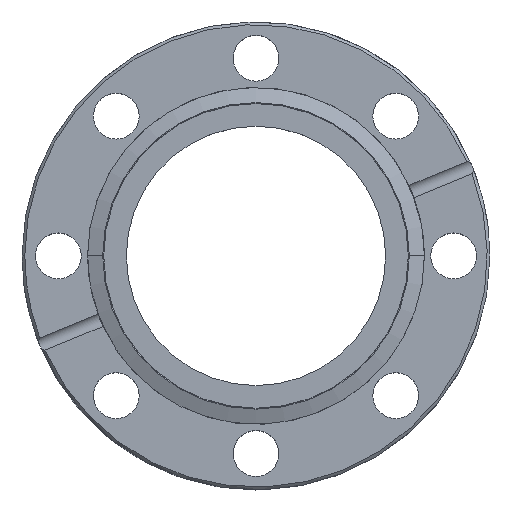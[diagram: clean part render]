
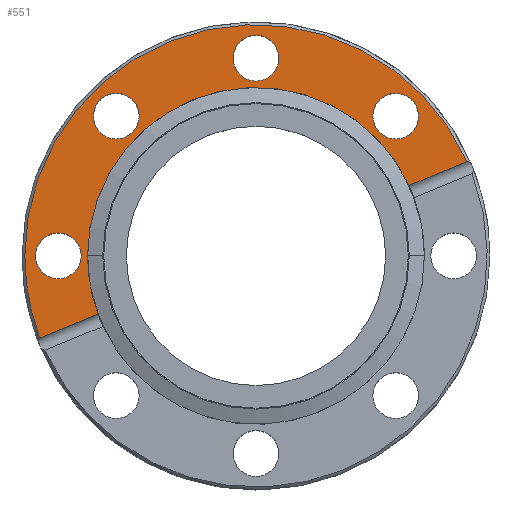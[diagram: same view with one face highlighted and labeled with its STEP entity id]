
A CAD part, top view. The second image highlights one B-rep face of the part: STEP entity #551.
In plain terms, the highlighted planar face has unit normal (0, 0, 1).
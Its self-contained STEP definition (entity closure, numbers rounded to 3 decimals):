
#4 = ORIENTED_EDGE ( 'NONE', *, *, #1437, .T. ) ;
#11 = CIRCLE ( 'NONE', #170, 4.2 ) ;
#59 = DIRECTION ( 'NONE',  ( 1., 0., 0. ) ) ;
#65 = AXIS2_PLACEMENT_3D ( 'NONE', #261, #285, #299 ) ;
#84 = AXIS2_PLACEMENT_3D ( 'NONE', #2178, #2660, #2698 ) ;
#101 = DIRECTION ( 'NONE',  ( 0., 0., 1. ) ) ;
#111 = CARTESIAN_POINT ( 'NONE',  ( 0., 36.2, 0. ) ) ;
#112 = CARTESIAN_POINT ( 'NONE',  ( 0., 0., 0. ) ) ;
#120 = VERTEX_POINT ( 'NONE', #1459 ) ;
#124 = DIRECTION ( 'NONE',  ( 0., 0., 1. ) ) ;
#127 = EDGE_LOOP ( 'NONE', ( #906, #934 ) ) ;
#128 = DIRECTION ( 'NONE',  ( 1., 0., 0. ) ) ;
#132 = DIRECTION ( 'NONE',  ( 1., 0., 0. ) ) ;
#141 = VERTEX_POINT ( 'NONE', #2085 ) ;
#170 = AXIS2_PLACEMENT_3D ( 'NONE', #2203, #2266, #2307 ) ;
#174 = AXIS2_PLACEMENT_3D ( 'NONE', #192, #240, #128 ) ;
#189 = CARTESIAN_POINT ( 'NONE',  ( -52.184, -20.316, 0. ) ) ;
#190 = EDGE_LOOP ( 'NONE', ( #374, #340 ) ) ;
#192 = CARTESIAN_POINT ( 'NONE',  ( 0., 36.2, 0. ) ) ;
#198 = VERTEX_POINT ( 'NONE', #2189 ) ;
#200 = CARTESIAN_POINT ( 'NONE',  ( -25.597, 25.597, 0. ) ) ;
#203 = AXIS2_PLACEMENT_3D ( 'NONE', #2238, #2249, #2305 ) ;
#204 = DIRECTION ( 'NONE',  ( 0., 0., 1. ) ) ;
#215 = DIRECTION ( 'NONE',  ( 1., 0., 0. ) ) ;
#224 = EDGE_LOOP ( 'NONE', ( #943, #948 ) ) ;
#236 = CARTESIAN_POINT ( 'NONE',  ( 28.021, 12.906, 0. ) ) ;
#240 = DIRECTION ( 'NONE',  ( 0., 0., 1. ) ) ;
#261 = CARTESIAN_POINT ( 'NONE',  ( 25.597, 25.597, 0. ) ) ;
#285 = DIRECTION ( 'NONE',  ( 0., 0., 1. ) ) ;
#299 = DIRECTION ( 'NONE',  ( 1., 0., 0. ) ) ;
#320 = CARTESIAN_POINT ( 'NONE',  ( -42.35, 0., 0. ) ) ;
#340 = ORIENTED_EDGE ( 'NONE', *, *, #2421, .F. ) ;
#357 = DIRECTION ( 'NONE',  ( 0.924, 0.383, 0. ) ) ;
#371 = ORIENTED_EDGE ( 'NONE', *, *, #676, .F. ) ;
#374 = ORIENTED_EDGE ( 'NONE', *, *, #438, .F. ) ;
#383 = ORIENTED_EDGE ( 'NONE', *, *, #747, .T. ) ;
#394 = ORIENTED_EDGE ( 'NONE', *, *, #536, .F. ) ;
#406 = ORIENTED_EDGE ( 'NONE', *, *, #2173, .T. ) ;
#418 = EDGE_CURVE ( 'NONE', #141, #487, #11, .T. ) ;
#428 = CARTESIAN_POINT ( 'NONE',  ( -30.85, 0., 0. ) ) ;
#438 = EDGE_CURVE ( 'NONE', #1328, #1849, #893, .T. ) ;
#443 = CARTESIAN_POINT ( 'NONE',  ( -4.2, 36.2, 0. ) ) ;
#445 = ORIENTED_EDGE ( 'NONE', *, *, #1360, .T. ) ;
#458 = EDGE_CURVE ( 'NONE', #198, #120, #1176, .T. ) ;
#460 = EDGE_LOOP ( 'NONE', ( #394, #371 ) ) ;
#482 = CARTESIAN_POINT ( 'NONE',  ( -25.597, 25.597, 0. ) ) ;
#487 = VERTEX_POINT ( 'NONE', #848 ) ;
#530 = DIRECTION ( 'NONE',  ( 0., 0., 1. ) ) ;
#536 = EDGE_CURVE ( 'NONE', #2484, #814, #571, .T. ) ;
#541 = DIRECTION ( 'NONE',  ( 1., 0., 0. ) ) ;
#551 = ADVANCED_FACE ( 'NONE', ( #574, #606, #578, #636, #639 ), #2202, .F. ) ;
#571 = CIRCLE ( 'NONE', #203, 4.2 ) ;
#574 = FACE_BOUND ( 'NONE', #190, .T. ) ;
#578 = FACE_OUTER_BOUND ( 'NONE', #749, .T. ) ;
#606 = FACE_BOUND ( 'NONE', #460, .T. ) ;
#608 = CARTESIAN_POINT ( 'NONE',  ( 4.2, 36.2, 0. ) ) ;
#613 = AXIS2_PLACEMENT_3D ( 'NONE', #1206, #1200, #1002 ) ;
#636 = FACE_BOUND ( 'NONE', #127, .T. ) ;
#639 = FACE_BOUND ( 'NONE', #224, .T. ) ;
#676 = EDGE_CURVE ( 'NONE', #814, #2484, #2143, .T. ) ;
#688 = VERTEX_POINT ( 'NONE', #236 ) ;
#717 = CARTESIAN_POINT ( 'NONE',  ( -52.184, -20.316, 0. ) ) ;
#747 = EDGE_CURVE ( 'NONE', #1083, #2291, #2439, .T. ) ;
#749 = EDGE_LOOP ( 'NONE', ( #445, #383, #4, #406, #875, #878 ) ) ;
#770 = CIRCLE ( 'NONE', #2435, 42.35 ) ;
#775 = LINE ( 'NONE', #189, #2270 ) ;
#787 = CARTESIAN_POINT ( 'NONE',  ( -28.939, -10.688, 0. ) ) ;
#814 = VERTEX_POINT ( 'NONE', #1935 ) ;
#848 = CARTESIAN_POINT ( 'NONE',  ( -32., 0., 0. ) ) ;
#875 = ORIENTED_EDGE ( 'NONE', *, *, #2549, .T. ) ;
#878 = ORIENTED_EDGE ( 'NONE', *, *, #1894, .T. ) ;
#893 = CIRCLE ( 'NONE', #1732, 4.2 ) ;
#906 = ORIENTED_EDGE ( 'NONE', *, *, #458, .F. ) ;
#934 = ORIENTED_EDGE ( 'NONE', *, *, #1697, .F. ) ;
#943 = ORIENTED_EDGE ( 'NONE', *, *, #1066, .F. ) ;
#948 = ORIENTED_EDGE ( 'NONE', *, *, #418, .F. ) ;
#1002 = DIRECTION ( 'NONE',  ( 1., 0., 0. ) ) ;
#1023 = DIRECTION ( 'NONE',  ( 0.924, 0.383, 0. ) ) ;
#1066 = EDGE_CURVE ( 'NONE', #487, #141, #1251, .T. ) ;
#1082 = DIRECTION ( 'NONE',  ( 1., 0., 0. ) ) ;
#1083 = VERTEX_POINT ( 'NONE', #320 ) ;
#1126 = AXIS2_PLACEMENT_3D ( 'NONE', #1543, #1759, #1082 ) ;
#1158 = VERTEX_POINT ( 'NONE', #787 ) ;
#1172 = AXIS2_PLACEMENT_3D ( 'NONE', #2492, #2572, #2591 ) ;
#1176 = CIRCLE ( 'NONE', #2571, 4.2 ) ;
#1200 = DIRECTION ( 'NONE',  ( 0., 0., 1. ) ) ;
#1206 = CARTESIAN_POINT ( 'NONE',  ( -36.2, 0., 0. ) ) ;
#1251 = CIRCLE ( 'NONE', #613, 4.2 ) ;
#1252 = VERTEX_POINT ( 'NONE', #428 ) ;
#1279 = CIRCLE ( 'NONE', #1740, 30.85 ) ;
#1298 = DIRECTION ( 'NONE',  ( -1., 0., 0. ) ) ;
#1317 = DIRECTION ( 'NONE',  ( 0., 0., -1. ) ) ;
#1328 = VERTEX_POINT ( 'NONE', #608 ) ;
#1360 = EDGE_CURVE ( 'NONE', #2187, #1083, #770, .T. ) ;
#1367 = CARTESIAN_POINT ( 'NONE',  ( 0., 0., 0. ) ) ;
#1437 = EDGE_CURVE ( 'NONE', #2291, #1158, #775, .T. ) ;
#1453 = CIRCLE ( 'NONE', #174, 4.2 ) ;
#1459 = CARTESIAN_POINT ( 'NONE',  ( -29.797, 25.597, 0. ) ) ;
#1543 = CARTESIAN_POINT ( 'NONE',  ( 0., 0., 0. ) ) ;
#1697 = EDGE_CURVE ( 'NONE', #120, #198, #2341, .T. ) ;
#1732 = AXIS2_PLACEMENT_3D ( 'NONE', #111, #124, #132 ) ;
#1740 = AXIS2_PLACEMENT_3D ( 'NONE', #1367, #1317, #1298 ) ;
#1759 = DIRECTION ( 'NONE',  ( 0., 0., 1. ) ) ;
#1762 = CIRCLE ( 'NONE', #84, 30.85 ) ;
#1787 = CARTESIAN_POINT ( 'NONE',  ( -39.57, -15.091, 0. ) ) ;
#1849 = VERTEX_POINT ( 'NONE', #443 ) ;
#1894 = EDGE_CURVE ( 'NONE', #688, #2187, #2269, .T. ) ;
#1935 = CARTESIAN_POINT ( 'NONE',  ( 21.397, 25.597, 0. ) ) ;
#2046 = AXIS2_PLACEMENT_3D ( 'NONE', #200, #204, #215 ) ;
#2085 = CARTESIAN_POINT ( 'NONE',  ( -40.4, 0., 0. ) ) ;
#2143 = CIRCLE ( 'NONE', #65, 4.2 ) ;
#2173 = EDGE_CURVE ( 'NONE', #1158, #1252, #1762, .T. ) ;
#2178 = CARTESIAN_POINT ( 'NONE',  ( 0., 0., 0. ) ) ;
#2187 = VERTEX_POINT ( 'NONE', #2459 ) ;
#2189 = CARTESIAN_POINT ( 'NONE',  ( -21.397, 25.597, 0. ) ) ;
#2202 = PLANE ( 'NONE',  #1172 ) ;
#2203 = CARTESIAN_POINT ( 'NONE',  ( -36.2, 0., 0. ) ) ;
#2238 = CARTESIAN_POINT ( 'NONE',  ( 25.597, 25.597, 0. ) ) ;
#2249 = DIRECTION ( 'NONE',  ( 0., 0., 1. ) ) ;
#2263 = VECTOR ( 'NONE', #1023, 1000. ) ;
#2266 = DIRECTION ( 'NONE',  ( 0., 0., 1. ) ) ;
#2269 = LINE ( 'NONE', #717, #2263 ) ;
#2270 = VECTOR ( 'NONE', #357, 1000. ) ;
#2291 = VERTEX_POINT ( 'NONE', #1787 ) ;
#2305 = DIRECTION ( 'NONE',  ( 1., 0., 0. ) ) ;
#2307 = DIRECTION ( 'NONE',  ( 1., 0., 0. ) ) ;
#2341 = CIRCLE ( 'NONE', #2046, 4.2 ) ;
#2421 = EDGE_CURVE ( 'NONE', #1849, #1328, #1453, .T. ) ;
#2435 = AXIS2_PLACEMENT_3D ( 'NONE', #112, #101, #59 ) ;
#2439 = CIRCLE ( 'NONE', #1126, 42.35 ) ;
#2459 = CARTESIAN_POINT ( 'NONE',  ( 38.651, 17.309, 0. ) ) ;
#2484 = VERTEX_POINT ( 'NONE', #2509 ) ;
#2492 = CARTESIAN_POINT ( 'NONE',  ( 30.85, 0., 0. ) ) ;
#2509 = CARTESIAN_POINT ( 'NONE',  ( 29.797, 25.597, 0. ) ) ;
#2549 = EDGE_CURVE ( 'NONE', #1252, #688, #1279, .T. ) ;
#2571 = AXIS2_PLACEMENT_3D ( 'NONE', #482, #530, #541 ) ;
#2572 = DIRECTION ( 'NONE',  ( 0., 0., -1. ) ) ;
#2591 = DIRECTION ( 'NONE',  ( -1., 0., 0. ) ) ;
#2660 = DIRECTION ( 'NONE',  ( 0., 0., -1. ) ) ;
#2698 = DIRECTION ( 'NONE',  ( -1., 0., 0. ) ) ;
